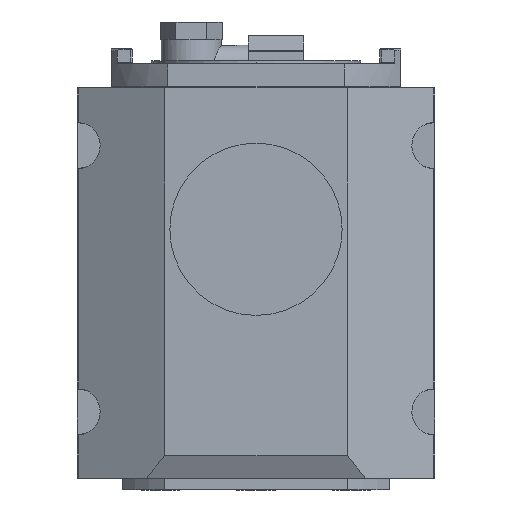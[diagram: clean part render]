
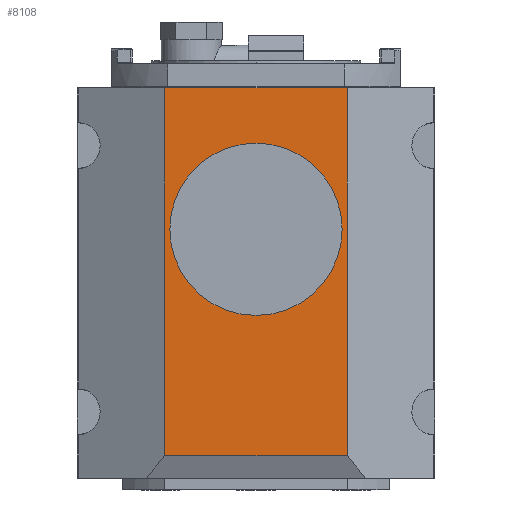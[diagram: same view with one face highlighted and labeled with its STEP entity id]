
A CAD part, left-side view. The second image highlights one B-rep face of the part: STEP entity #8108.
In plain terms, the highlighted planar face has unit normal (-1, 0, 0).
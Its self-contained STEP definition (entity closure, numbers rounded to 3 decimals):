
#1625=DIRECTION('',(0.,1.,0.));
#1626=VECTOR('',#1625,48.);
#1627=CARTESIAN_POINT('',(-112.,-24.,-46.5));
#1628=LINE('',#1627,#1626);
#1629=DIRECTION('',(0.,0.,1.));
#1630=VECTOR('',#1629,96.7);
#1631=CARTESIAN_POINT('',(-112.,24.,-46.5));
#1632=LINE('',#1631,#1630);
#1633=DIRECTION('',(0.,-1.,0.));
#1634=VECTOR('',#1633,48.);
#1635=CARTESIAN_POINT('',(-112.,24.,50.2));
#1636=LINE('',#1635,#1634);
#1637=DIRECTION('',(0.,0.,1.));
#1638=VECTOR('',#1637,96.7);
#1639=CARTESIAN_POINT('',(-112.,-24.,-46.5));
#1640=LINE('',#1639,#1638);
#1641=CARTESIAN_POINT('',(-112.,0.,13.));
#1642=DIRECTION('',(-1.,0.,0.));
#1643=DIRECTION('',(0.,0.,1.));
#1644=AXIS2_PLACEMENT_3D('',#1641,#1642,#1643);
#1646=CARTESIAN_POINT('',(-112.,0.,13.));
#1647=DIRECTION('',(-1.,0.,0.));
#1648=DIRECTION('',(0.,0.,-1.));
#1649=AXIS2_PLACEMENT_3D('',#1646,#1647,#1648);
#5427=CARTESIAN_POINT('',(-112.,24.,50.2));
#5429=VERTEX_POINT('',#5427);
#5431=CARTESIAN_POINT('',(-112.,-24.,50.2));
#5433=VERTEX_POINT('',#5431);
#5482=CARTESIAN_POINT('',(-112.,-24.,-46.5));
#5483=CARTESIAN_POINT('',(-112.,24.,-46.5));
#5484=VERTEX_POINT('',#5482);
#5485=VERTEX_POINT('',#5483);
#6102=CARTESIAN_POINT('',(-112.,0.,35.65));
#6103=CARTESIAN_POINT('',(-112.,0.,-9.65));
#6104=VERTEX_POINT('',#6102);
#6105=VERTEX_POINT('',#6103);
#8089=CARTESIAN_POINT('',(-112.,0.,0.));
#8090=DIRECTION('',(1.,0.,0.));
#8091=DIRECTION('',(0.,1.,0.));
#8092=AXIS2_PLACEMENT_3D('',#8089,#8090,#8091);
#8093=PLANE('',#8092);
#8095=ORIENTED_EDGE('',*,*,#8094,.T.);
#8096=ORIENTED_EDGE('',*,*,#7950,.T.);
#8097=ORIENTED_EDGE('',*,*,#7483,.T.);
#8099=ORIENTED_EDGE('',*,*,#8098,.F.);
#8100=EDGE_LOOP('',(#8095,#8096,#8097,#8099));
#8101=FACE_OUTER_BOUND('',#8100,.F.);
#8103=ORIENTED_EDGE('',*,*,#8102,.T.);
#8105=ORIENTED_EDGE('',*,*,#8104,.T.);
#8106=EDGE_LOOP('',(#8103,#8105));
#8107=FACE_BOUND('',#8106,.F.);
#8108=ADVANCED_FACE('',(#8101,#8107),#8093,.F.);
#1645=CIRCLE('',#1644,22.65);
#1650=CIRCLE('',#1649,22.65);
#7483=EDGE_CURVE('',#5429,#5433,#1636,.T.);
#7950=EDGE_CURVE('',#5485,#5429,#1632,.T.);
#8094=EDGE_CURVE('',#5484,#5485,#1628,.T.);
#8098=EDGE_CURVE('',#5484,#5433,#1640,.T.);
#8102=EDGE_CURVE('',#6104,#6105,#1645,.T.);
#8104=EDGE_CURVE('',#6105,#6104,#1650,.T.);
